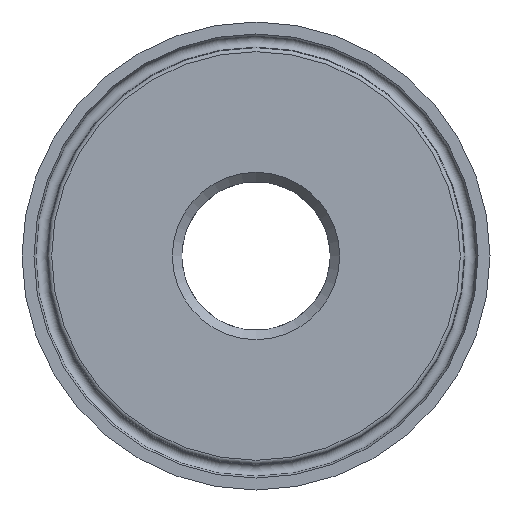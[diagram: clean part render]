
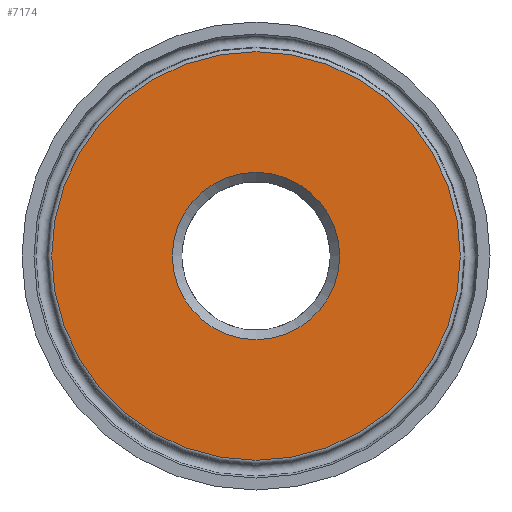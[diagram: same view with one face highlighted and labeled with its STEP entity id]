
A CAD part, left-side view. The second image highlights one B-rep face of the part: STEP entity #7174.
In plain terms, the highlighted planar face has unit normal (-1, 0, 0).
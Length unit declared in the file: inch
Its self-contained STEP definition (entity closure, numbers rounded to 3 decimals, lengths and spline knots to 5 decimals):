
#101=FACE_BOUND('',#1289,.T.);
#462=PLANE('',#7582);
#850=FACE_OUTER_BOUND('',#1288,.T.);
#1288=EDGE_LOOP('',(#6705));
#1289=EDGE_LOOP('',(#6706));
#1849=CIRCLE('',#7579,0.63964);
#1851=CIRCLE('',#7583,1.56256);
#3520=VERTEX_POINT('',#15965);
#3522=VERTEX_POINT('',#15971);
#4585=EDGE_CURVE('',#3520,#3520,#1849,.T.);
#4587=EDGE_CURVE('',#3522,#3522,#1851,.T.);
#6705=ORIENTED_EDGE('',*,*,#4587,.F.);
#6706=ORIENTED_EDGE('',*,*,#4585,.F.);
#7174=ADVANCED_FACE('',(#850,#101),#462,.T.);
#7579=AXIS2_PLACEMENT_3D('',#15966,#8864,#8865);
#7582=AXIS2_PLACEMENT_3D('',#15970,#8870,#8871);
#7583=AXIS2_PLACEMENT_3D('',#15972,#8872,#8873);
#8864=DIRECTION('center_axis',(-1.,0.,0.));
#8865=DIRECTION('ref_axis',(0.,-1.,0.));
#8870=DIRECTION('center_axis',(-1.,0.,0.));
#8871=DIRECTION('ref_axis',(0.,0.,1.));
#8872=DIRECTION('center_axis',(1.,0.,0.));
#8873=DIRECTION('ref_axis',(0.,-1.,0.));
#15965=CARTESIAN_POINT('',(0.,0.63964,0.));
#15966=CARTESIAN_POINT('Origin',(0.,0.,
0.));
#15970=CARTESIAN_POINT('Origin',(0.,1.07406,
0.));
#15971=CARTESIAN_POINT('',(0.,1.56256,0.));
#15972=CARTESIAN_POINT('Origin',(0.,0.,
0.));
